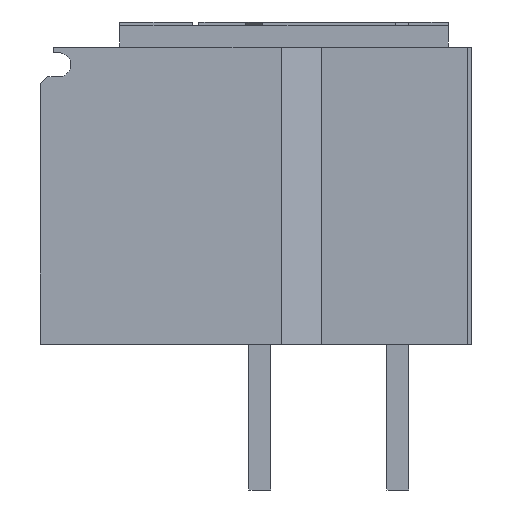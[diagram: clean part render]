
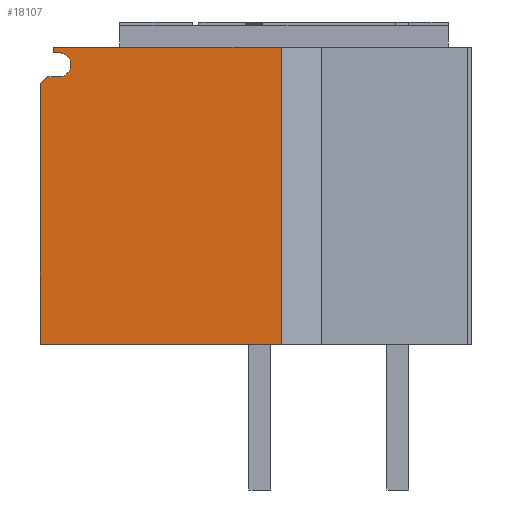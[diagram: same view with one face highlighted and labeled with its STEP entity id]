
A CAD part, left-side view. The second image highlights one B-rep face of the part: STEP entity #18107.
In plain terms, the highlighted planar face has unit normal (-1, 0, 0).
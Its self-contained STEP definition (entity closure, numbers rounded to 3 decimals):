
#9 = EDGE_CURVE ( 'NONE', #4085, #2292, #4109, .T. ) ;
#104 = CARTESIAN_POINT ( 'NONE',  ( -493.5, 384., -271. ) ) ;
#316 = LINE ( 'NONE', #5437, #5526 ) ;
#318 = CARTESIAN_POINT ( 'NONE',  ( -493.5, 372., 0. ) ) ;
#348 = LINE ( 'NONE', #14234, #2872 ) ;
#611 = EDGE_CURVE ( 'NONE', #22341, #19750, #20514, .T. ) ;
#628 = ORIENTED_EDGE ( 'NONE', *, *, #611, .T. ) ;
#667 = DIRECTION ( 'NONE',  ( 0., 0., 1. ) ) ;
#1314 = VECTOR ( 'NONE', #16594, 1000. ) ;
#1468 = VECTOR ( 'NONE', #4112, 1000. ) ;
#1505 = VECTOR ( 'NONE', #10179, 1000. ) ;
#1539 = ORIENTED_EDGE ( 'NONE', *, *, #21911, .F. ) ;
#1832 = CARTESIAN_POINT ( 'NONE',  ( -493.5, 164., 0. ) ) ;
#2081 = VERTEX_POINT ( 'NONE', #10159 ) ;
#2292 = VERTEX_POINT ( 'NONE', #8795 ) ;
#2727 = LINE ( 'NONE', #9675, #1314 ) ;
#2850 = AXIS2_PLACEMENT_3D ( 'NONE', #9203, #4194, #667 ) ;
#2872 = VECTOR ( 'NONE', #15807, 1000. ) ;
#3193 = CARTESIAN_POINT ( 'NONE',  ( -493.5, 374.8, -25.114 ) ) ;
#3218 = PLANE ( 'NONE',  #10949 ) ;
#3232 = LINE ( 'NONE', #6877, #1505 ) ;
#3546 = DIRECTION ( 'NONE',  ( -1., 0., 0. ) ) ;
#3782 = EDGE_CURVE ( 'NONE', #2292, #19750, #8554, .T. ) ;
#3999 = VERTEX_POINT ( 'NONE', #4545 ) ;
#4085 = VERTEX_POINT ( 'NONE', #104 ) ;
#4109 = LINE ( 'NONE', #18194, #16228 ) ;
#4112 = DIRECTION ( 'NONE',  ( 0., 1., 0. ) ) ;
#4194 = DIRECTION ( 'NONE',  ( -1., 0., 0. ) ) ;
#4545 = CARTESIAN_POINT ( 'NONE',  ( -493.5, 367., -5. ) ) ;
#4901 = VERTEX_POINT ( 'NONE', #1832 ) ;
#4944 = CARTESIAN_POINT ( 'NONE',  ( -493.5, 164., -27. ) ) ;
#5295 = EDGE_CURVE ( 'NONE', #10484, #4901, #2727, .T. ) ;
#5437 = CARTESIAN_POINT ( 'NONE',  ( -493.5, 164., -271. ) ) ;
#5526 = VECTOR ( 'NONE', #7260, 1000. ) ;
#6159 = CARTESIAN_POINT ( 'NONE',  ( -493.5, 164., -5. ) ) ;
#6363 = EDGE_LOOP ( 'NONE', ( #21842, #15851, #1539, #7146, #628, #19868, #16921, #10830, #11895 ) ) ;
#6750 = DIRECTION ( 'NONE',  ( 0., 0., 1. ) ) ;
#6877 = CARTESIAN_POINT ( 'NONE',  ( -493.5, 164., -271. ) ) ;
#7146 = ORIENTED_EDGE ( 'NONE', *, *, #9016, .F. ) ;
#7260 = DIRECTION ( 'NONE',  ( 0., 0., 1. ) ) ;
#7386 = EDGE_CURVE ( 'NONE', #10484, #2081, #348, .T. ) ;
#8554 = LINE ( 'NONE', #3193, #17707 ) ;
#8795 = CARTESIAN_POINT ( 'NONE',  ( -493.5, 384., -33.001 ) ) ;
#9016 = EDGE_CURVE ( 'NONE', #22341, #3999, #22095, .T. ) ;
#9203 = CARTESIAN_POINT ( 'NONE',  ( -493.5, 367., -16. ) ) ;
#9675 = CARTESIAN_POINT ( 'NONE',  ( -493.5, 164., 0. ) ) ;
#9693 = VECTOR ( 'NONE', #16884, 1000. ) ;
#10159 = CARTESIAN_POINT ( 'NONE',  ( -493.5, 372., -5. ) ) ;
#10179 = DIRECTION ( 'NONE',  ( 0., -1., 0. ) ) ;
#10484 = VERTEX_POINT ( 'NONE', #318 ) ;
#10830 = ORIENTED_EDGE ( 'NONE', *, *, #20070, .T. ) ;
#10876 = CARTESIAN_POINT ( 'NONE',  ( -493.5, 377., -27. ) ) ;
#10949 = AXIS2_PLACEMENT_3D ( 'NONE', #13803, #3546, #6750 ) ;
#11165 = DIRECTION ( 'NONE',  ( 0., 0., 1. ) ) ;
#11325 = CARTESIAN_POINT ( 'NONE',  ( -493.5, 164., -271. ) ) ;
#11870 = FACE_OUTER_BOUND ( 'NONE', #6363, .T. ) ;
#11895 = ORIENTED_EDGE ( 'NONE', *, *, #16499, .T. ) ;
#13803 = CARTESIAN_POINT ( 'NONE',  ( -493.5, 164., -271. ) ) ;
#14234 = CARTESIAN_POINT ( 'NONE',  ( -493.5, 372., -271. ) ) ;
#15338 = VERTEX_POINT ( 'NONE', #11325 ) ;
#15372 = DIRECTION ( 'NONE',  ( 0., -0.759, 0.651 ) ) ;
#15807 = DIRECTION ( 'NONE',  ( 0., 0., -1. ) ) ;
#15851 = ORIENTED_EDGE ( 'NONE', *, *, #7386, .T. ) ;
#16228 = VECTOR ( 'NONE', #11165, 1000. ) ;
#16499 = EDGE_CURVE ( 'NONE', #15338, #4901, #316, .T. ) ;
#16594 = DIRECTION ( 'NONE',  ( 0., -1., 0. ) ) ;
#16884 = DIRECTION ( 'NONE',  ( 0., 1., 0. ) ) ;
#16921 = ORIENTED_EDGE ( 'NONE', *, *, #9, .F. ) ;
#17707 = VECTOR ( 'NONE', #15372, 1000. ) ;
#18107 = ADVANCED_FACE ( 'NONE', ( #11870 ), #3218, .T. ) ;
#18194 = CARTESIAN_POINT ( 'NONE',  ( -493.5, 384., -271. ) ) ;
#19750 = VERTEX_POINT ( 'NONE', #10876 ) ;
#19868 = ORIENTED_EDGE ( 'NONE', *, *, #3782, .F. ) ;
#19907 = LINE ( 'NONE', #6159, #1468 ) ;
#20070 = EDGE_CURVE ( 'NONE', #4085, #15338, #3232, .T. ) ;
#20514 = LINE ( 'NONE', #4944, #9693 ) ;
#21655 = CARTESIAN_POINT ( 'NONE',  ( -493.5, 367., -27. ) ) ;
#21842 = ORIENTED_EDGE ( 'NONE', *, *, #5295, .F. ) ;
#21911 = EDGE_CURVE ( 'NONE', #3999, #2081, #19907, .T. ) ;
#22095 = CIRCLE ( 'NONE', #2850, 11. ) ;
#22341 = VERTEX_POINT ( 'NONE', #21655 ) ;
